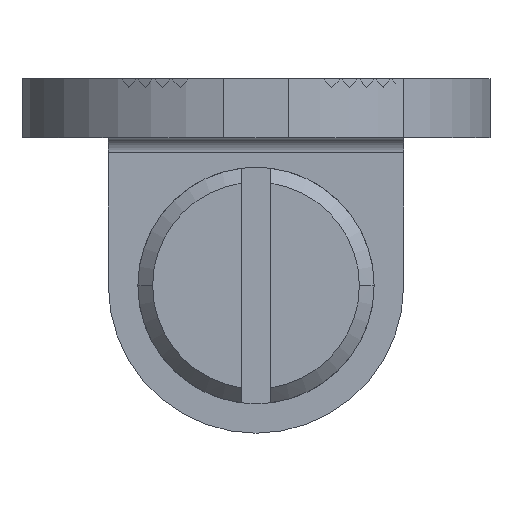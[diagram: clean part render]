
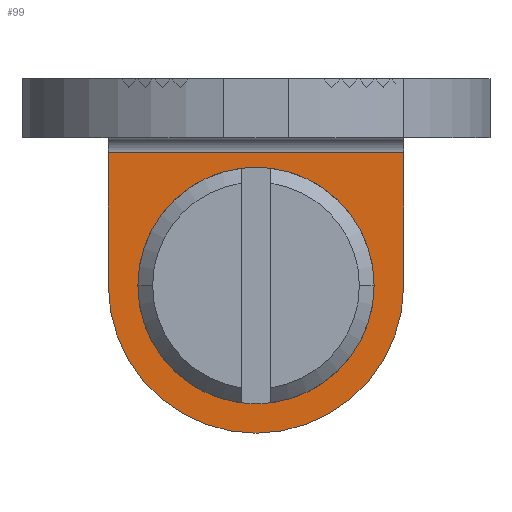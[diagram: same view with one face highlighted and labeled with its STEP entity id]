
A CAD part, front view. The second image highlights one B-rep face of the part: STEP entity #99.
In plain terms, the highlighted planar face has unit normal (0, -1, 0).
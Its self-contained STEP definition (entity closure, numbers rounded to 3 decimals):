
#99=ADVANCED_FACE('',(#390,#391),#392,.F.);
#390=FACE_OUTER_BOUND('',#980,.T.);
#391=FACE_BOUND('',#981,.T.);
#392=PLANE('',#982);
#980=EDGE_LOOP('',(#1699,#1700,#1701,#1702));
#981=EDGE_LOOP('',(#1703,#1704));
#982=AXIS2_PLACEMENT_3D('',#1705,#1706,#1707);
#1699=ORIENTED_EDGE('',*,*,#3606,.T.);
#1700=ORIENTED_EDGE('',*,*,#3611,.F.);
#1701=ORIENTED_EDGE('',*,*,#3612,.F.);
#1702=ORIENTED_EDGE('',*,*,#3613,.F.);
#1703=ORIENTED_EDGE('',*,*,#3614,.F.);
#1704=ORIENTED_EDGE('',*,*,#3615,.F.);
#1705=CARTESIAN_POINT('',(2.624,9.5,-2.0));
#1706=DIRECTION('',(-0.0,1.0,0.0));
#1707=DIRECTION('',(1.0,0.0,0.0));
#3606=EDGE_CURVE('',#4256,#4260,#4261,.T.);
#3611=EDGE_CURVE('',#4266,#4260,#4268,.T.);
#3612=EDGE_CURVE('',#4269,#4266,#4270,.T.);
#3613=EDGE_CURVE('',#4256,#4269,#4271,.T.);
#3614=EDGE_CURVE('',#4272,#4273,#4274,.T.);
#3615=EDGE_CURVE('',#4273,#4272,#4275,.T.);
#4256=VERTEX_POINT('',#5314);
#4260=VERTEX_POINT('',#5320);
#4261=LINE('',#5321,#5322);
#4266=VERTEX_POINT('',#5329);
#4268=LINE('',#5332,#5333);
#4269=VERTEX_POINT('',#5334);
#4270=CIRCLE('',#5335,5.0);
#4271=LINE('',#5336,#5337);
#4272=VERTEX_POINT('',#5338);
#4273=VERTEX_POINT('',#5339);
#4274=CIRCLE('',#5340,3.05);
#4275=CIRCLE('',#5341,3.05);
#5314=CARTESIAN_POINT('',(5.0,9.5,-2.5));
#5320=CARTESIAN_POINT('',(-5.0,9.5,-2.5));
#5321=CARTESIAN_POINT('',(5.0,9.5,-2.5));
#5322=VECTOR('',#6806,10.0);
#5329=CARTESIAN_POINT('',(-5.0,9.5,-7.0));
#5332=CARTESIAN_POINT('',(-5.0,9.5,-7.0));
#5333=VECTOR('',#6813,4.5);
#5334=CARTESIAN_POINT('',(5.0,9.5,-7.0));
#5335=AXIS2_PLACEMENT_3D('',#6814,#6815,#6816);
#5336=CARTESIAN_POINT('',(5.0,9.5,-2.5));
#5337=VECTOR('',#6817,4.5);
#5338=CARTESIAN_POINT('',(-3.05,9.5,-7.0));
#5339=CARTESIAN_POINT('',(3.05,9.5,-7.0));
#5340=AXIS2_PLACEMENT_3D('',#6818,#6819,#6820);
#5341=AXIS2_PLACEMENT_3D('',#6821,#6822,#6823);
#6806=DIRECTION('',(-1.0,0.0,0.0));
#6813=DIRECTION('',(0.0,0.0,1.0));
#6814=CARTESIAN_POINT('',(0.0,9.5,-7.0));
#6815=DIRECTION('',(-0.0,1.0,0.0));
#6816=DIRECTION('',(1.0,0.0,0.0));
#6817=DIRECTION('',(0.0,0.0,-1.0));
#6818=CARTESIAN_POINT('',(0.0,9.5,-7.0));
#6819=DIRECTION('',(0.0,-1.0,0.0));
#6820=DIRECTION('',(-1.0,0.0,0.0));
#6821=CARTESIAN_POINT('',(0.0,9.5,-7.0));
#6822=DIRECTION('',(0.0,-1.0,0.0));
#6823=DIRECTION('',(1.0,0.0,0.0));
